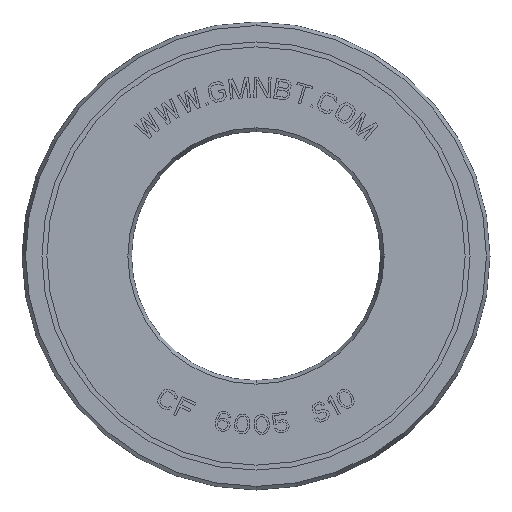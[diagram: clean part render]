
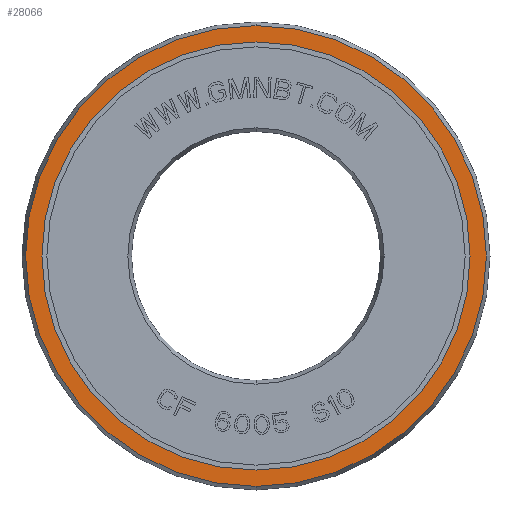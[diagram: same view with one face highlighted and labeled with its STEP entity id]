
A CAD part, front view. The second image highlights one B-rep face of the part: STEP entity #28066.
In plain terms, the highlighted planar face has unit normal (0, -1, 0).
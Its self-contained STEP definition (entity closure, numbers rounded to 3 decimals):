
#27585=CARTESIAN_POINT('',(0.,-3.,0.));
#27586=DIRECTION('',(0.,1.,0.));
#27587=DIRECTION('',(0.,0.,-1.));
#27588=AXIS2_PLACEMENT_3D('',#27585,#27586,#27587);
#27593=CARTESIAN_POINT('',(0.,-3.,0.));
#27594=DIRECTION('',(0.,-1.,0.));
#27595=DIRECTION('',(0.,0.,-1.));
#27596=AXIS2_PLACEMENT_3D('',#27593,#27594,#27595);
#27601=CARTESIAN_POINT('',(0.,-3.,0.));
#27602=DIRECTION('',(0.,-1.,0.));
#27603=DIRECTION('',(0.,0.,-1.));
#27604=AXIS2_PLACEMENT_3D('',#27601,#27602,#27603);
#27623=CARTESIAN_POINT('',(0.,-3.,0.));
#27624=DIRECTION('',(0.,1.,0.));
#27625=DIRECTION('',(0.,0.,-1.));
#27626=AXIS2_PLACEMENT_3D('',#27623,#27624,#27625);
#27662=CARTESIAN_POINT('',(0.,-3.,-21.5));
#27664=VERTEX_POINT('',#27662);
#27665=CARTESIAN_POINT('',(0.,-3.,-23.136));
#27667=VERTEX_POINT('',#27665);
#27678=CARTESIAN_POINT('',(0.,-3.,21.5));
#27680=VERTEX_POINT('',#27678);
#27681=CARTESIAN_POINT('',(0.,-3.,23.136));
#27683=VERTEX_POINT('',#27681);
#28051=CARTESIAN_POINT('',(0.,-3.,0.));
#28052=DIRECTION('',(0.,-1.,0.));
#28053=DIRECTION('',(0.,0.,1.));
#28054=AXIS2_PLACEMENT_3D('',#28051,#28052,#28053);
#28055=PLANE('',#28054);
#28057=ORIENTED_EDGE('',*,*,#28056,.F.);
#28059=ORIENTED_EDGE('',*,*,#28058,.T.);
#28060=EDGE_LOOP('',(#28057,#28059));
#28061=FACE_OUTER_BOUND('',#28060,.F.);
#28062=ORIENTED_EDGE('',*,*,#28044,.F.);
#28063=ORIENTED_EDGE('',*,*,#28033,.T.);
#28064=EDGE_LOOP('',(#28062,#28063));
#28065=FACE_BOUND('',#28064,.F.);
#27589=CIRCLE('',#27588,21.5);
#27597=CIRCLE('',#27596,21.5);
#27605=CIRCLE('',#27604,23.136);
#27627=CIRCLE('',#27626,23.136);
#28033=EDGE_CURVE('',#27664,#27680,#27597,.T.);
#28044=EDGE_CURVE('',#27664,#27680,#27589,.T.);
#28056=EDGE_CURVE('',#27667,#27683,#27605,.T.);
#28058=EDGE_CURVE('',#27667,#27683,#27627,.T.);
#28066=ADVANCED_FACE('',(#28061,#28065),#28055,.T.);
